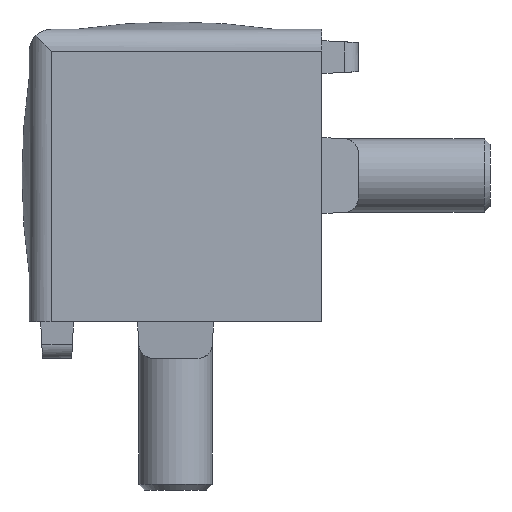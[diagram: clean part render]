
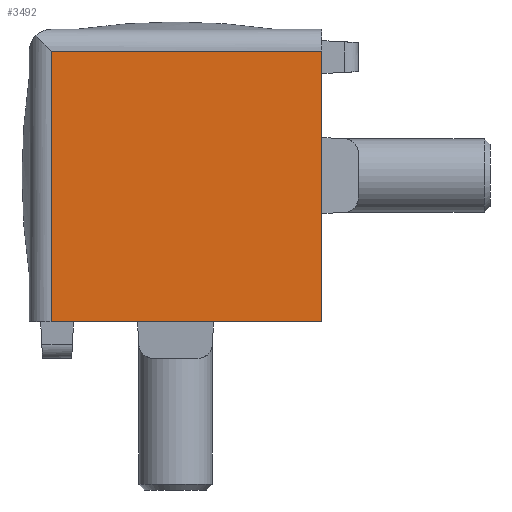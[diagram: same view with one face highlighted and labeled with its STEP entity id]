
A CAD part, left-side view. The second image highlights one B-rep face of the part: STEP entity #3492.
In plain terms, the highlighted planar face has unit normal (-1, 0, 0).
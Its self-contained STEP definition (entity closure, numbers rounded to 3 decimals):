
#268=LINE('',#5605,#583);
#300=LINE('',#5699,#615);
#409=LINE('',#6004,#724);
#411=LINE('',#6011,#726);
#583=VECTOR('',#4535,1000.);
#615=VECTOR('',#4599,1000.);
#724=VECTOR('',#4874,1000.);
#726=VECTOR('',#4882,1000.);
#933=FACE_OUTER_BOUND('',#1153,.T.);
#1153=EDGE_LOOP('',(#2829,#2830,#2831,#2832));
#1516=VERTEX_POINT('',#5603);
#1517=VERTEX_POINT('',#5604);
#1563=VERTEX_POINT('',#5698);
#1676=VERTEX_POINT('',#6003);
#1904=EDGE_CURVE('',#1516,#1517,#268,.T.);
#1951=EDGE_CURVE('',#1563,#1517,#300,.T.);
#2108=EDGE_CURVE('',#1676,#1563,#409,.T.);
#2112=EDGE_CURVE('',#1676,#1516,#411,.T.);
#2829=ORIENTED_EDGE('',*,*,#1904,.F.);
#2830=ORIENTED_EDGE('',*,*,#2112,.F.);
#2831=ORIENTED_EDGE('',*,*,#2108,.T.);
#2832=ORIENTED_EDGE('',*,*,#1951,.T.);
#3327=PLANE('',#3987);
#3492=ADVANCED_FACE('',(#933),#3327,.F.);
#3987=AXIS2_PLACEMENT_3D('',#6010,#4880,#4881);
#4535=DIRECTION('',(0.,0.,-1.));
#4599=DIRECTION('',(0.,-1.,0.));
#4874=DIRECTION('',(0.,0.,-1.));
#4880=DIRECTION('center_axis',(1.,0.,0.));
#4881=DIRECTION('ref_axis',(0.,0.,-1.));
#4882=DIRECTION('',(0.,-1.,0.));
#5603=CARTESIAN_POINT('',(-10.,-10.,8.5));
#5604=CARTESIAN_POINT('',(-10.,-10.,-10.));
#5605=CARTESIAN_POINT('',(-10.,-10.,10.));
#5698=CARTESIAN_POINT('',(-10.,8.5,-10.));
#5699=CARTESIAN_POINT('',(-10.,8.5,-10.));
#6003=CARTESIAN_POINT('',(-10.,8.5,8.5));
#6004=CARTESIAN_POINT('',(-10.,8.5,10.));
#6010=CARTESIAN_POINT('Origin',(-10.,8.5,10.));
#6011=CARTESIAN_POINT('',(-10.,10.,8.5));
